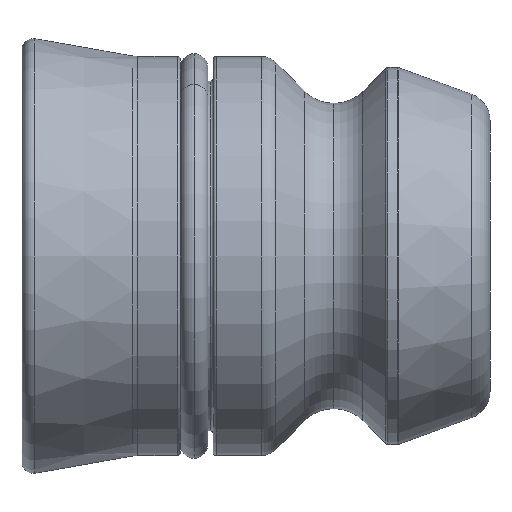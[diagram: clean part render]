
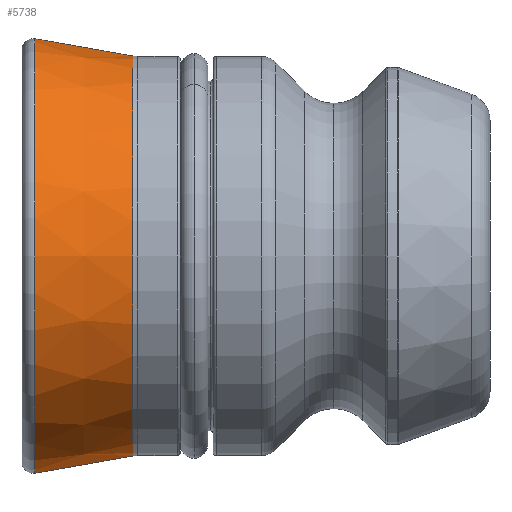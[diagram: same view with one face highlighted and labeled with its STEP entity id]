
A CAD part, front view. The second image highlights one B-rep face of the part: STEP entity #5738.
In plain terms, the highlighted conical face has half-angle 10 degrees and reference radius 14.5 mm.
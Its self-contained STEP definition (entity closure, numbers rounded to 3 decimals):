
#286 = FACE_OUTER_BOUND ( 'NONE', #6870, .T. ) ;
#462 = DIRECTION ( 'NONE',  ( -1., 0., 0. ) ) ;
#936 = EDGE_CURVE ( 'NONE', #5707, #6999, #6837, .T. ) ;
#1095 = CARTESIAN_POINT ( 'NONE',  ( 0.939, 0., 15.784 ) ) ;
#1241 = DIRECTION ( 'NONE',  ( -1., 0., 0. ) ) ;
#1450 = CARTESIAN_POINT ( 'NONE',  ( 8.223, 0., 14.5 ) ) ;
#1487 = EDGE_CURVE ( 'NONE', #2350, #6829, #3773, .T. ) ;
#1985 = CARTESIAN_POINT ( 'NONE',  ( 8.223, 0., 0. ) ) ;
#2015 = VECTOR ( 'NONE', #3004, 1000. ) ;
#2058 = CONICAL_SURFACE ( 'NONE', #6570, 14.5, 0.175 ) ;
#2303 = ORIENTED_EDGE ( 'NONE', *, *, #936, .T. ) ;
#2350 = VERTEX_POINT ( 'NONE', #9636 ) ;
#3004 = DIRECTION ( 'NONE',  ( -0.985, 0., 0.174 ) ) ;
#3201 = EDGE_CURVE ( 'NONE', #2350, #6999, #8850, .T. ) ;
#3230 = ORIENTED_EDGE ( 'NONE', *, *, #3201, .F. ) ;
#3268 = DIRECTION ( 'NONE',  ( -0.985, 0., -0.174 ) ) ;
#3415 = CARTESIAN_POINT ( 'NONE',  ( 8.051, 0., 14.53 ) ) ;
#3773 = CIRCLE ( 'NONE', #7423, 14.53 ) ;
#3853 = DIRECTION ( 'NONE',  ( 1., 0., 0. ) ) ;
#3992 = ORIENTED_EDGE ( 'NONE', *, *, #1487, .T. ) ;
#4632 = CARTESIAN_POINT ( 'NONE',  ( 0.939, 0., 0. ) ) ;
#5470 = CARTESIAN_POINT ( 'NONE',  ( 8.223, 0., -14.5 ) ) ;
#5631 = DIRECTION ( 'NONE',  ( 0., 0., 1. ) ) ;
#5707 = VERTEX_POINT ( 'NONE', #1095 ) ;
#5738 = ADVANCED_FACE ( 'NONE', ( #286 ), #2058, .T. ) ;
#5741 = CARTESIAN_POINT ( 'NONE',  ( 8.051, 0., 0. ) ) ;
#5804 = VECTOR ( 'NONE', #3268, 1000. ) ;
#6312 = ORIENTED_EDGE ( 'NONE', *, *, #8009, .T. ) ;
#6570 = AXIS2_PLACEMENT_3D ( 'NONE', #1985, #462, #5631 ) ;
#6829 = VERTEX_POINT ( 'NONE', #3415 ) ;
#6837 = CIRCLE ( 'NONE', #8116, 15.784 ) ;
#6870 = EDGE_LOOP ( 'NONE', ( #3230, #3992, #6312, #2303 ) ) ;
#6999 = VERTEX_POINT ( 'NONE', #7452 ) ;
#7423 = AXIS2_PLACEMENT_3D ( 'NONE', #5741, #1241, #7972 ) ;
#7452 = CARTESIAN_POINT ( 'NONE',  ( 0.939, 0., -15.784 ) ) ;
#7972 = DIRECTION ( 'NONE',  ( 0., 0., 1. ) ) ;
#8009 = EDGE_CURVE ( 'NONE', #6829, #5707, #8011, .T. ) ;
#8011 = LINE ( 'NONE', #1450, #2015 ) ;
#8116 = AXIS2_PLACEMENT_3D ( 'NONE', #4632, #3853, #8451 ) ;
#8451 = DIRECTION ( 'NONE',  ( 0., 0., -1. ) ) ;
#8850 = LINE ( 'NONE', #5470, #5804 ) ;
#9636 = CARTESIAN_POINT ( 'NONE',  ( 8.051, 0., -14.53 ) ) ;
